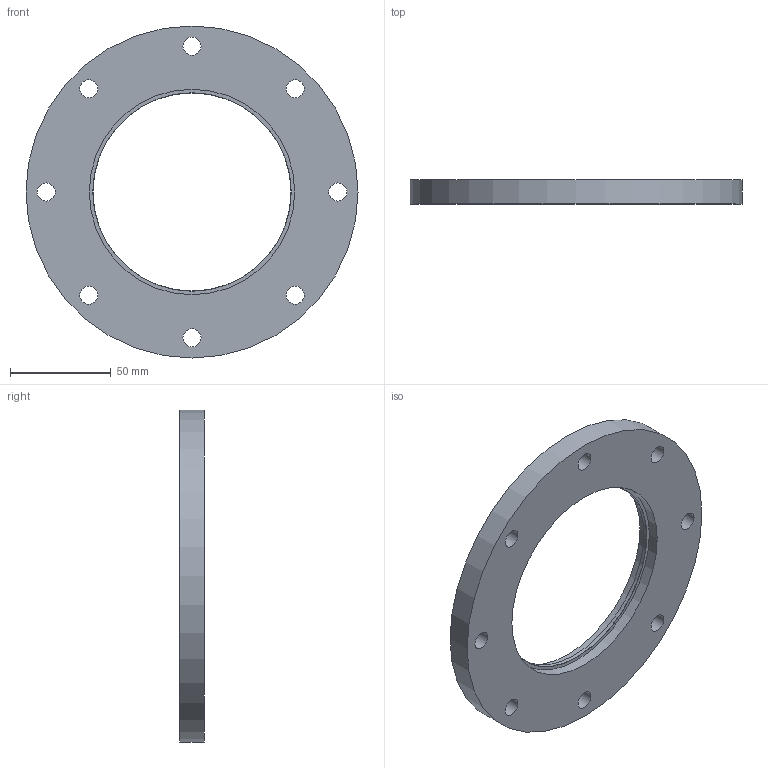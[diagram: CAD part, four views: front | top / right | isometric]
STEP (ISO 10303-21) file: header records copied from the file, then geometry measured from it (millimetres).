
FILE_DESCRIPTION (( 'STEP AP214' ), '1' );
FILE_NAME ('BS1ISOF100102FULLVAC.STEP', '2025-12-16T13:06:05', ( '' ), ( '' ), 'SwSTEP 2.0', 'SolidWorks 2017', '' );
FILE_SCHEMA (( 'AUTOMOTIVE_DESIGN' ));
Length unit declared in the file: millimetre
Products named in the file (1): BS1ISOF100102FULLVAC
Bounding box: 165 x 12 x 165 mm (x, y, z)
Volume: 153471.3 mm3; surface area: 39283.6 mm2
Topology: 1 solids, 1 shells, 17 faces, 46 edges, 33 vertices
Faces by surface type: cylinder 12, plane 4, torus 1
Full cylindrical faces by diameter (mm): 9 x8, 98.4 x1, 102 x1, 102.1 x1, 165 x1
Entity records: 494 total; most frequent: DIRECTION 86, CARTESIAN_POINT 68, ORIENTED_EDGE 50, EDGE_LOOP 50, AXIS2_PLACEMENT_3D 43, FACE_OUTER_BOUND 30, VERTEX_POINT 25, CIRCLE 25
